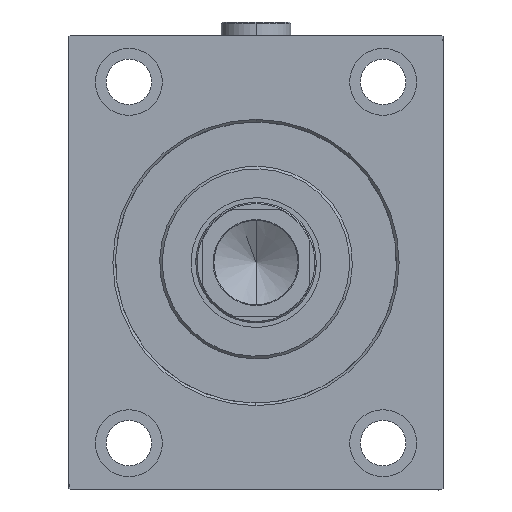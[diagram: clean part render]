
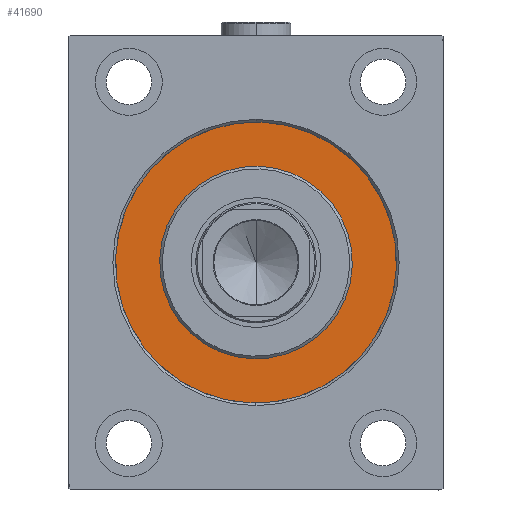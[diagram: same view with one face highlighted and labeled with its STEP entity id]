
A CAD part, left-side view. The second image highlights one B-rep face of the part: STEP entity #41690.
In plain terms, the highlighted face is planar.
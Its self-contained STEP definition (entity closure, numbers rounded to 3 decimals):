
#2267 = AXIS2_PLACEMENT_3D ( 'NONE', #40108, #22689, #16276 ) ;
#5215 = CIRCLE ( 'NONE', #2267, 36. ) ;
#5331 = CARTESIAN_POINT ( 'NONE',  ( 0., 0., 0. ) ) ;
#5610 = DIRECTION ( 'NONE',  ( 0., 0., -1. ) ) ;
#5714 = CARTESIAN_POINT ( 'NONE',  ( 0., 0., 0. ) ) ;
#5948 = DIRECTION ( 'NONE',  ( -1., 0., 0. ) ) ;
#6061 = DIRECTION ( 'NONE',  ( 1., 0., 0. ) ) ;
#6302 = ORIENTED_EDGE ( 'NONE', *, *, #38679, .F. ) ;
#6588 = DIRECTION ( 'NONE',  ( 0., 0., 1. ) ) ;
#7491 = CARTESIAN_POINT ( 'NONE',  ( 0., 0., -36. ) ) ;
#10169 = VERTEX_POINT ( 'NONE', #14118 ) ;
#10361 = CARTESIAN_POINT ( 'NONE',  ( 0., 0., -52.5 ) ) ;
#10522 = EDGE_CURVE ( 'NONE', #39780, #10169, #5215, .T. ) ;
#11451 = DIRECTION ( 'NONE',  ( 0., 0., 1. ) ) ;
#12253 = EDGE_CURVE ( 'NONE', #42379, #19384, #19724, .T. ) ;
#14007 = ORIENTED_EDGE ( 'NONE', *, *, #43345, .F. ) ;
#14118 = CARTESIAN_POINT ( 'NONE',  ( 0., 0., 36. ) ) ;
#16276 = DIRECTION ( 'NONE',  ( 0., 0., -1. ) ) ;
#16541 = CIRCLE ( 'NONE', #34808, 52.5 ) ;
#16671 = CIRCLE ( 'NONE', #40808, 36. ) ;
#19182 = ORIENTED_EDGE ( 'NONE', *, *, #12253, .F. ) ;
#19384 = VERTEX_POINT ( 'NONE', #10361 ) ;
#19724 = CIRCLE ( 'NONE', #27050, 52.5 ) ;
#22689 = DIRECTION ( 'NONE',  ( 1., 0., 0. ) ) ;
#23361 = FACE_OUTER_BOUND ( 'NONE', #36617, .T. ) ;
#27050 = AXIS2_PLACEMENT_3D ( 'NONE', #37994, #38220, #6588 ) ;
#29398 = DIRECTION ( 'NONE',  ( -1., 0., 0. ) ) ;
#30128 = CARTESIAN_POINT ( 'NONE',  ( 0., 0., 0. ) ) ;
#30525 = AXIS2_PLACEMENT_3D ( 'NONE', #5714, #5948, #11451 ) ;
#32329 = ORIENTED_EDGE ( 'NONE', *, *, #10522, .F. ) ;
#33587 = EDGE_LOOP ( 'NONE', ( #14007, #32329 ) ) ;
#34808 = AXIS2_PLACEMENT_3D ( 'NONE', #5331, #29398, #39491 ) ;
#36488 = FACE_BOUND ( 'NONE', #33587, .T. ) ;
#36617 = EDGE_LOOP ( 'NONE', ( #6302, #19182 ) ) ;
#37994 = CARTESIAN_POINT ( 'NONE',  ( 0., 0., 0. ) ) ;
#38220 = DIRECTION ( 'NONE',  ( -1., 0., 0. ) ) ;
#38679 = EDGE_CURVE ( 'NONE', #19384, #42379, #16541, .T. ) ;
#39491 = DIRECTION ( 'NONE',  ( 0., 0., 1. ) ) ;
#39706 = CARTESIAN_POINT ( 'NONE',  ( 0., 0., 52.5 ) ) ;
#39780 = VERTEX_POINT ( 'NONE', #7491 ) ;
#40108 = CARTESIAN_POINT ( 'NONE',  ( 0., 0., 0. ) ) ;
#40808 = AXIS2_PLACEMENT_3D ( 'NONE', #30128, #6061, #5610 ) ;
#41690 = ADVANCED_FACE ( 'NONE', ( #36488, #23361 ), #44440, .F. ) ;
#42379 = VERTEX_POINT ( 'NONE', #39706 ) ;
#43345 = EDGE_CURVE ( 'NONE', #10169, #39780, #16671, .T. ) ;
#44440 = PLANE ( 'NONE',  #30525 ) ;
